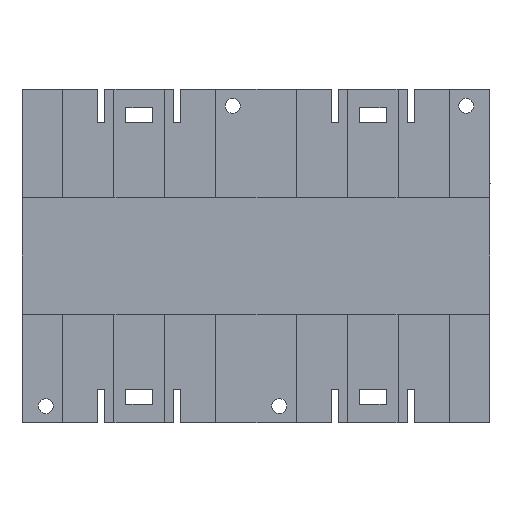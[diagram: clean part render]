
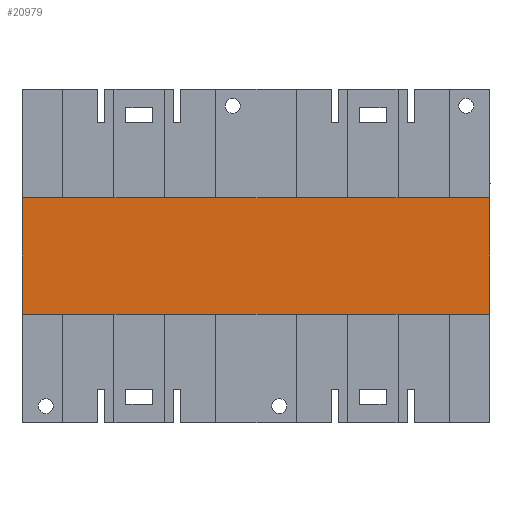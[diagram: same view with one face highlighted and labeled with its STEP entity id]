
A CAD part, front view. The second image highlights one B-rep face of the part: STEP entity #20979.
In plain terms, the highlighted planar face has unit normal (0, 1, 0).
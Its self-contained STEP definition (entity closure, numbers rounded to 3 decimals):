
#7001=DIRECTION('',(0.,0.,-1.));
#7002=VECTOR('',#7001,35.);
#7003=CARTESIAN_POINT('',(-72.51,-36.254,17.5));
#7004=LINE('',#7003,#7002);
#9968=DIRECTION('',(-1.,0.,0.));
#9969=VECTOR('',#9968,139.998);
#9970=CARTESIAN_POINT('',(67.488,-36.254,-17.5));
#9971=LINE('',#9970,#9969);
#9975=DIRECTION('',(0.,0.,1.));
#9976=VECTOR('',#9975,35.);
#9977=CARTESIAN_POINT('',(67.488,-36.254,-17.5));
#9978=LINE('',#9977,#9976);
#9996=DIRECTION('',(-1.,0.,0.));
#9997=VECTOR('',#9996,139.998);
#9998=CARTESIAN_POINT('',(67.488,-36.254,17.5));
#9999=LINE('',#9998,#9997);
#16146=CARTESIAN_POINT('',(67.488,-36.254,-17.5));
#16147=VERTEX_POINT('',#16146);
#16148=CARTESIAN_POINT('',(67.488,-36.254,17.5));
#16149=VERTEX_POINT('',#16148);
#17427=CARTESIAN_POINT('',(-72.51,-36.254,-17.5));
#17428=VERTEX_POINT('',#17427);
#17429=CARTESIAN_POINT('',(-72.51,-36.254,17.5));
#17430=VERTEX_POINT('',#17429);
#20966=CARTESIAN_POINT('',(-2.511,-36.254,0.));
#20967=DIRECTION('',(0.,1.,0.));
#20968=DIRECTION('',(0.,0.,-1.));
#20969=AXIS2_PLACEMENT_3D('',#20966,#20967,#20968);
#20970=PLANE('',#20969);
#20971=ORIENTED_EDGE('',*,*,#19944,.F.);
#20973=ORIENTED_EDGE('',*,*,#20972,.T.);
#20975=ORIENTED_EDGE('',*,*,#20974,.T.);
#20976=ORIENTED_EDGE('',*,*,#19020,.T.);
#20977=EDGE_LOOP('',(#20971,#20973,#20975,#20976));
#20978=FACE_OUTER_BOUND('',#20977,.F.);
#19020=EDGE_CURVE('',#17430,#17428,#7004,.T.);
#19944=EDGE_CURVE('',#16147,#17428,#9971,.T.);
#20972=EDGE_CURVE('',#16147,#16149,#9978,.T.);
#20974=EDGE_CURVE('',#16149,#17430,#9999,.T.);
#20979=ADVANCED_FACE('',(#20978),#20970,.T.);
